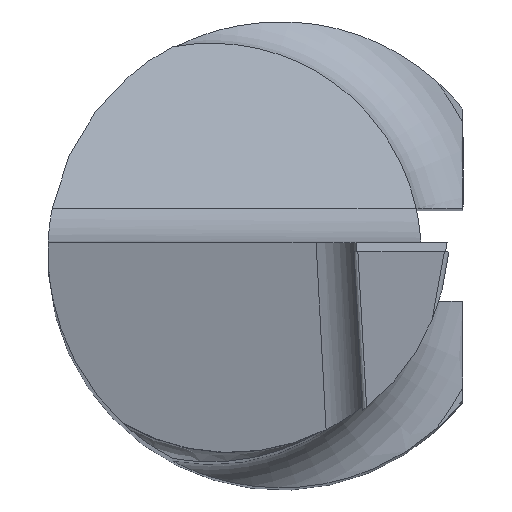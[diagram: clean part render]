
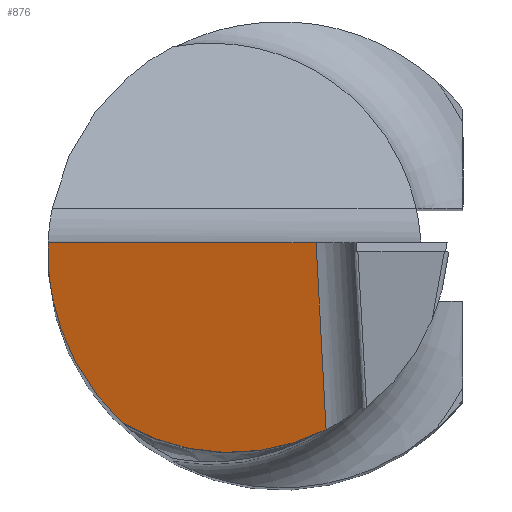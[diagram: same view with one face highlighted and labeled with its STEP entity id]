
A CAD part, top view. The second image highlights one B-rep face of the part: STEP entity #876.
In plain terms, the highlighted planar face has unit normal (-0.259, -0.052, 0.965).
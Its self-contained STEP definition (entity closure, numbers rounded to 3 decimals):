
#28 = EDGE_CURVE ( 'NONE', #953, #1272, #114, .T. ) ;
#66 = CARTESIAN_POINT ( 'NONE',  ( 0.832, 0.1, 32.542 ) ) ;
#81 = DIRECTION ( 'NONE',  ( -0.966, 0., -0.259 ) ) ;
#114 = B_SPLINE_CURVE_WITH_KNOTS ( 'NONE', 3,
 ( #147, #829, #1189, #713, #1205, #159, #615, #1074, #1400, #950 ),
 .UNSPECIFIED., .F., .F.,
 ( 4, 2, 2, 2, 4 ),
 ( 0., 0.001, 0.002, 0.002, 0.003 ),
 .UNSPECIFIED. ) ;
#118 = B_SPLINE_CURVE_WITH_KNOTS ( 'NONE', 3,
 ( #199, #1269, #217, #1148 ),
 .UNSPECIFIED., .F., .F.,
 ( 4, 4 ),
 ( 0., 1. ),
 .UNSPECIFIED. ) ;
#121 = CARTESIAN_POINT ( 'NONE',  ( -2.179, -1.391, 31.654 ) ) ;
#129 = CARTESIAN_POINT ( 'NONE',  ( 0.483, -1.905, 32.34 ) ) ;
#147 = CARTESIAN_POINT ( 'NONE',  ( -1.694, -1.839, 31.76 ) ) ;
#159 = CARTESIAN_POINT ( 'NONE',  ( -0.42, -2.155, 32.084 ) ) ;
#162 = CARTESIAN_POINT ( 'NONE',  ( 0.376, 0.1, 32.42 ) ) ;
#195 = VERTEX_POINT ( 'NONE', #1236 ) ;
#199 = CARTESIAN_POINT ( 'NONE',  ( -2.496, -0.134, 31.637 ) ) ;
#217 = CARTESIAN_POINT ( 'NONE',  ( -2.501, 0.022, 31.646 ) ) ;
#238 = LINE ( 'NONE', #1063, #810 ) ;
#244 = EDGE_LOOP ( 'NONE', ( #1165, #484, #449, #343, #732 ) ) ;
#249 = VECTOR ( 'NONE', #262, 1000. ) ;
#262 = DIRECTION ( 'NONE',  ( -0.966, 0., -0.259 ) ) ;
#343 = ORIENTED_EDGE ( 'NONE', *, *, #731, .F. ) ;
#401 = DIRECTION ( 'NONE',  ( 0.258, 0.052, -0.965 ) ) ;
#422 =( BOUNDED_CURVE ( )  B_SPLINE_CURVE ( 3, ( #1491, #121, #700, #1171 ),
 .UNSPECIFIED., .F., .F. ) 
 B_SPLINE_CURVE_WITH_KNOTS ( ( 4, 4 ),
 ( 5.656, 6.429 ),
 .UNSPECIFIED. ) 
 CURVE ( )  GEOMETRIC_REPRESENTATION_ITEM ( )  RATIONAL_B_SPLINE_CURVE ( ( 1., 0.951, 0.951, 1. ) ) 
 REPRESENTATION_ITEM ( '' )  );
#449 = ORIENTED_EDGE ( 'NONE', *, *, #811, .T. ) ;
#479 = EDGE_CURVE ( 'NONE', #1272, #880, #238, .T. ) ;
#484 = ORIENTED_EDGE ( 'NONE', *, *, #479, .T. ) ;
#615 = CARTESIAN_POINT ( 'NONE',  ( -0.232, -2.136, 32.136 ) ) ;
#696 = DIRECTION ( 'NONE',  ( -0.053, 0.998, 0.04 ) ) ;
#700 = CARTESIAN_POINT ( 'NONE',  ( -2.461, -0.794, 31.611 ) ) ;
#707 = AXIS2_PLACEMENT_3D ( 'NONE', #66, #401, #81 ) ;
#713 = CARTESIAN_POINT ( 'NONE',  ( -0.986, -2.115, 31.935 ) ) ;
#731 = EDGE_CURVE ( 'NONE', #908, #195, #118, .T. ) ;
#732 = ORIENTED_EDGE ( 'NONE', *, *, #1290, .F. ) ;
#754 = FACE_OUTER_BOUND ( 'NONE', #244, .T. ) ;
#810 = VECTOR ( 'NONE', #696, 1000. ) ;
#811 = EDGE_CURVE ( 'NONE', #880, #195, #978, .T. ) ;
#829 = CARTESIAN_POINT ( 'NONE',  ( -1.529, -1.935, 31.799 ) ) ;
#876 = ADVANCED_FACE ( 'NONE', ( #754 ), #1098, .F. ) ;
#880 = VERTEX_POINT ( 'NONE', #162 ) ;
#908 = VERTEX_POINT ( 'NONE', #994 ) ;
#950 = CARTESIAN_POINT ( 'NONE',  ( 0.483, -1.905, 32.34 ) ) ;
#953 = VERTEX_POINT ( 'NONE', #1131 ) ;
#978 = LINE ( 'NONE', #1201, #249 ) ;
#994 = CARTESIAN_POINT ( 'NONE',  ( -2.496, -0.134, 31.637 ) ) ;
#1063 = CARTESIAN_POINT ( 'NONE',  ( 0.377, 0.081, 32.419 ) ) ;
#1074 = CARTESIAN_POINT ( 'NONE',  ( 0.135, -2.055, 32.238 ) ) ;
#1098 = PLANE ( 'NONE',  #707 ) ;
#1131 = CARTESIAN_POINT ( 'NONE',  ( -1.694, -1.839, 31.76 ) ) ;
#1148 = CARTESIAN_POINT ( 'NONE',  ( -2.498, 0.1, 31.65 ) ) ;
#1165 = ORIENTED_EDGE ( 'NONE', *, *, #28, .T. ) ;
#1171 = CARTESIAN_POINT ( 'NONE',  ( -2.496, -0.134, 31.637 ) ) ;
#1189 = CARTESIAN_POINT ( 'NONE',  ( -1.352, -2.011, 31.842 ) ) ;
#1201 = CARTESIAN_POINT ( 'NONE',  ( 0.832, 0.1, 32.542 ) ) ;
#1205 = CARTESIAN_POINT ( 'NONE',  ( -0.8, -2.144, 31.983 ) ) ;
#1236 = CARTESIAN_POINT ( 'NONE',  ( -2.498, 0.1, 31.65 ) ) ;
#1269 = CARTESIAN_POINT ( 'NONE',  ( -2.501, -0.056, 31.641 ) ) ;
#1272 = VERTEX_POINT ( 'NONE', #129 ) ;
#1290 = EDGE_CURVE ( 'NONE', #953, #908, #422, .T. ) ;
#1400 = CARTESIAN_POINT ( 'NONE',  ( 0.316, -1.99, 32.29 ) ) ;
#1491 = CARTESIAN_POINT ( 'NONE',  ( -1.694, -1.839, 31.76 ) ) ;
